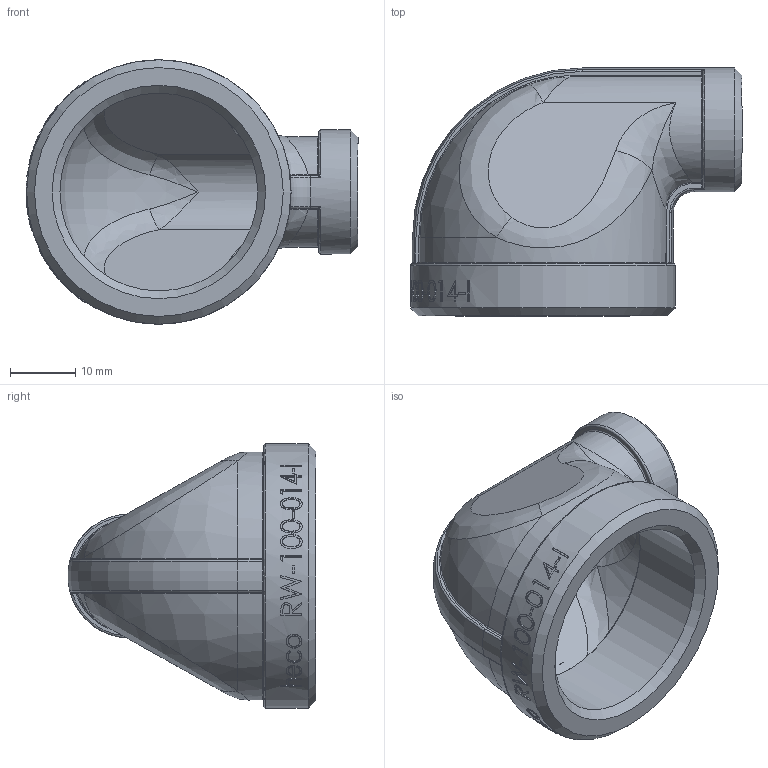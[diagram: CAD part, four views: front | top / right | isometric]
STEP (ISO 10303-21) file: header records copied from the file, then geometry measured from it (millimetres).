
FILE_DESCRIPTION (( 'STEP AP214' ), '1' );
FILE_NAME ('heco_RW-100-014-I.STEP', '2016-06-29T11:39:54', ( '' ), ( '' ), 'SwSTEP 2.0', 'SolidWorks 2011', '' );
FILE_SCHEMA (( 'AUTOMOTIVE_DESIGN' ));
Length unit declared in the file: millimetre
Products named in the file (1): heco_RW-100-014-I
Bounding box: 50.85 x 37.97 x 40.5 mm (x, y, z)
Volume: 12883.4 mm3; surface area: 9612.4 mm2
Topology: 1 solids, 1 shells, 299 faces, 738 edges, 454 vertices
Faces by surface type: bspline 124, plane 78, cylinder 61, torus 22, sphere 8, cone 6
Full cylindrical faces by diameter (mm): 11.445 x1, 19 x1, 30.291 x1, 40.5 x1
Entity records: 23590 total; most frequent: CARTESIAN_POINT 15874, ORIENTED_EDGE 1418, DIRECTION 864, EDGE_CURVE 709, VERTEX_POINT 450, B_SPLINE_CURVE_WITH_KNOTS 370, AXIS2_PLACEMENT_3D 357, EDGE_LOOP 339
